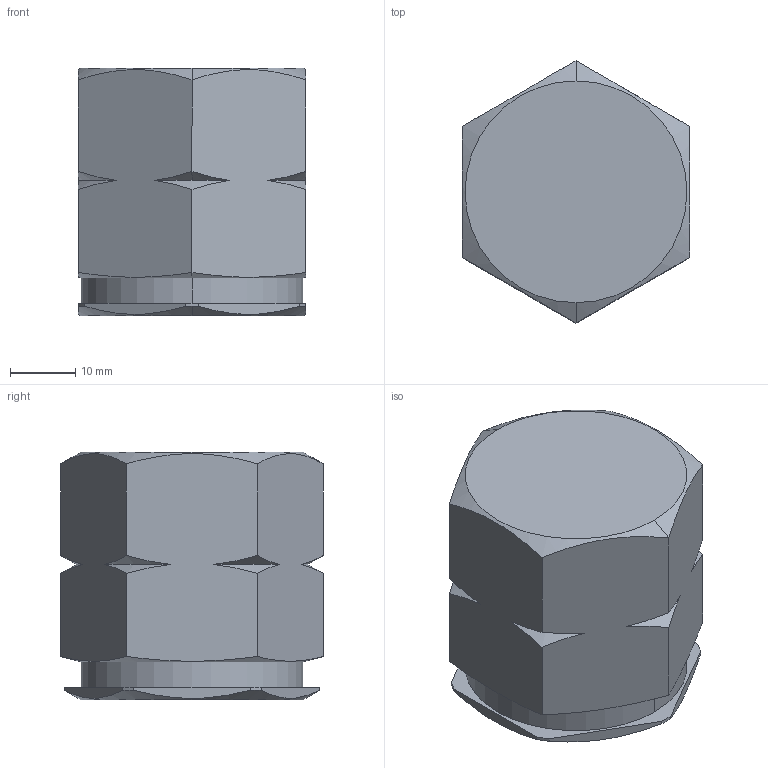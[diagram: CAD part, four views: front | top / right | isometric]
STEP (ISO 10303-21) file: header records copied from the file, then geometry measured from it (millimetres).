
FILE_DESCRIPTION (( 'STEP AP203' ), '1' );
FILE_NAME ('AD-BS4FSS-BL.STEP', '2025-08-18T17:18:32', ( '' ), ( '' ), 'SwSTEP 2.0', 'SolidWorks 2018', '' );
FILE_SCHEMA (( 'CONFIG_CONTROL_DESIGN' ));
Length unit declared in the file: inch
Products named in the file (1): AD-BS4FSS-BL
Bounding box: 34.92 x 40.33 x 38.1 mm (x, y, z)
Volume: 30902.7 mm3; surface area: 9237.2 mm2
Topology: 1 solids, 1 shells, 165 faces, 448 edges, 295 vertices
Faces by surface type: bspline 57, plane 53, cylinder 29, cone 26
Entity records: 12307 total; most frequent: CARTESIAN_POINT 8589, ORIENTED_EDGE 892, DIRECTION 513, EDGE_CURVE 446, VERTEX_POINT 295, VECTOR 205, LINE 205, B_SPLINE_CURVE_WITH_KNOTS 196
